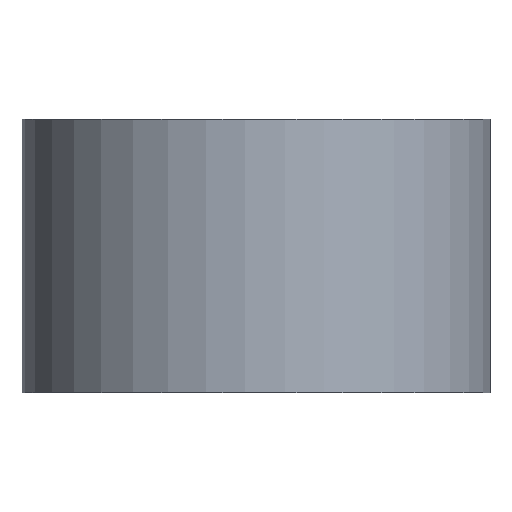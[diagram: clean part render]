
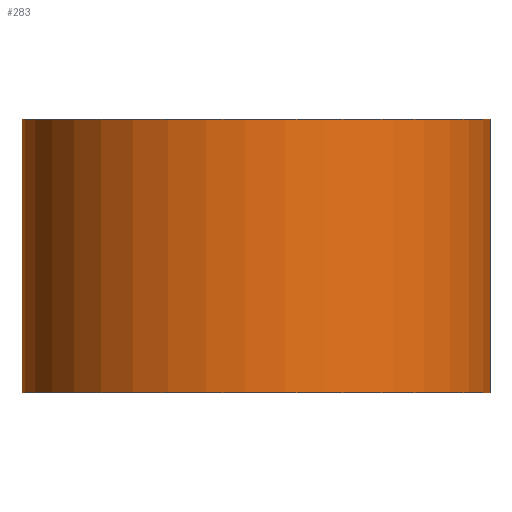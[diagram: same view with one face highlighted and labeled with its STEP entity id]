
A CAD part, front view. The second image highlights one B-rep face of the part: STEP entity #283.
In plain terms, the highlighted cylindrical face has radius 25.75 mm (diameter 51.5 mm), a partial arc.
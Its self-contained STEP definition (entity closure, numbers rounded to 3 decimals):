
#11 = CARTESIAN_POINT ( 'NONE',  ( 0., 0., 0. ) ) ;
#15 = CYLINDRICAL_SURFACE ( 'NONE', #32, 25.75 ) ;
#16 = ORIENTED_EDGE ( 'NONE', *, *, #85, .T. ) ;
#28 = CARTESIAN_POINT ( 'NONE',  ( -25.75, 0., 30. ) ) ;
#30 = VERTEX_POINT ( 'NONE', #141 ) ;
#32 = AXIS2_PLACEMENT_3D ( 'NONE', #308, #264, #231 ) ;
#38 = DIRECTION ( 'NONE',  ( 0., 0., -1. ) ) ;
#42 = AXIS2_PLACEMENT_3D ( 'NONE', #110, #280, #91 ) ;
#54 = VECTOR ( 'NONE', #120, 1000. ) ;
#70 = EDGE_CURVE ( 'NONE', #185, #74, #237, .T. ) ;
#74 = VERTEX_POINT ( 'NONE', #214 ) ;
#83 = ORIENTED_EDGE ( 'NONE', *, *, #70, .F. ) ;
#85 = EDGE_CURVE ( 'NONE', #136, #30, #310, .T. ) ;
#90 = FACE_OUTER_BOUND ( 'NONE', #261, .T. ) ;
#91 = DIRECTION ( 'NONE',  ( 1., 0., 0. ) ) ;
#108 = VECTOR ( 'NONE', #38, 1000. ) ;
#110 = CARTESIAN_POINT ( 'NONE',  ( 0., 0., 30. ) ) ;
#120 = DIRECTION ( 'NONE',  ( 0., 0., -1. ) ) ;
#136 = VERTEX_POINT ( 'NONE', #28 ) ;
#141 = CARTESIAN_POINT ( 'NONE',  ( -25.75, 0., 0. ) ) ;
#143 = ORIENTED_EDGE ( 'NONE', *, *, #165, .T. ) ;
#156 = AXIS2_PLACEMENT_3D ( 'NONE', #11, #228, #203 ) ;
#165 = EDGE_CURVE ( 'NONE', #30, #74, #179, .T. ) ;
#166 = CARTESIAN_POINT ( 'NONE',  ( -25.75, 0., 30. ) ) ;
#179 = CIRCLE ( 'NONE', #156, 25.75 ) ;
#182 = CIRCLE ( 'NONE', #42, 25.75 ) ;
#185 = VERTEX_POINT ( 'NONE', #292 ) ;
#195 = ORIENTED_EDGE ( 'NONE', *, *, #271, .F. ) ;
#203 = DIRECTION ( 'NONE',  ( 1., 0., 0. ) ) ;
#214 = CARTESIAN_POINT ( 'NONE',  ( 25.628, -2.5, 0. ) ) ;
#228 = DIRECTION ( 'NONE',  ( 0., 0., 1. ) ) ;
#231 = DIRECTION ( 'NONE',  ( -1., 0., 0. ) ) ;
#237 = LINE ( 'NONE', #241, #54 ) ;
#241 = CARTESIAN_POINT ( 'NONE',  ( 25.628, -2.5, 30. ) ) ;
#261 = EDGE_LOOP ( 'NONE', ( #195, #16, #143, #83 ) ) ;
#264 = DIRECTION ( 'NONE',  ( 0., 0., -1. ) ) ;
#271 = EDGE_CURVE ( 'NONE', #136, #185, #182, .T. ) ;
#280 = DIRECTION ( 'NONE',  ( 0., 0., 1. ) ) ;
#283 = ADVANCED_FACE ( 'NONE', ( #90 ), #15, .T. ) ;
#292 = CARTESIAN_POINT ( 'NONE',  ( 25.628, -2.5, 30. ) ) ;
#308 = CARTESIAN_POINT ( 'NONE',  ( 0., 0., 30. ) ) ;
#310 = LINE ( 'NONE', #166, #108 ) ;
